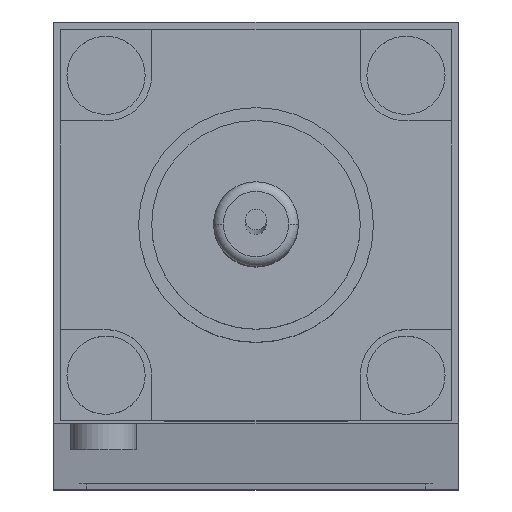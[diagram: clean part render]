
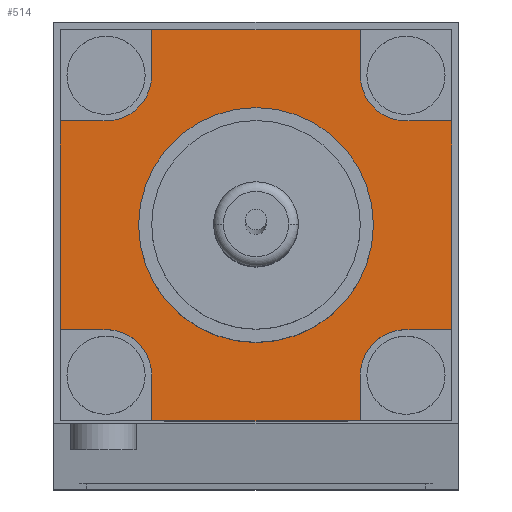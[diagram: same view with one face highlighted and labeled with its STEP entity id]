
A CAD part, top view. The second image highlights one B-rep face of the part: STEP entity #514.
In plain terms, the highlighted planar face has unit normal (0, 0, 1).
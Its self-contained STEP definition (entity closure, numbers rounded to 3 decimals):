
#514=ADVANCED_FACE('FACE131',(#1135,#1136),#1137,.T.);
#1135=FACE_BOUND('',#1851,.T.);
#1136=FACE_OUTER_BOUND('',#1852,.T.);
#1137=PLANE('',#1853);
#1851=EDGE_LOOP('',(#3340,#3341));
#1852=EDGE_LOOP('',(#3342,#3343,#3344,#3345,#3346,#3347,#3348,#3349,#3350,#3351,#3352,#3353,#3354,#3355,#3356,#3357));
#1853=AXIS2_PLACEMENT_3D('',#3358,#3359,#3360);
#3340=ORIENTED_EDGE('',*,*,#4615,.T.);
#3341=ORIENTED_EDGE('',*,*,#4616,.T.);
#3342=ORIENTED_EDGE('',*,*,#4613,.T.);
#3343=ORIENTED_EDGE('',*,*,#4611,.T.);
#3344=ORIENTED_EDGE('',*,*,#4607,.T.);
#3345=ORIENTED_EDGE('',*,*,#4604,.T.);
#3346=ORIENTED_EDGE('',*,*,#4602,.T.);
#3347=ORIENTED_EDGE('',*,*,#4599,.T.);
#3348=ORIENTED_EDGE('',*,*,#4595,.T.);
#3349=ORIENTED_EDGE('',*,*,#4591,.T.);
#3350=ORIENTED_EDGE('',*,*,#4589,.T.);
#3351=ORIENTED_EDGE('',*,*,#4586,.T.);
#3352=ORIENTED_EDGE('',*,*,#4582,.T.);
#3353=ORIENTED_EDGE('',*,*,#4578,.T.);
#3354=ORIENTED_EDGE('',*,*,#4576,.T.);
#3355=ORIENTED_EDGE('',*,*,#4573,.T.);
#3356=ORIENTED_EDGE('',*,*,#4569,.T.);
#3357=ORIENTED_EDGE('',*,*,#4564,.T.);
#3358=CARTESIAN_POINT('',(0.0,-3.556,89.916));
#3359=DIRECTION('',(0.0,0.0,1.0));
#3360=DIRECTION('',(1.0,0.0,0.0));
#4564=EDGE_CURVE('EDGE306',#5537,#5535,#5538,.T.);
#4569=EDGE_CURVE('EDGE310',#5543,#5537,#5544,.T.);
#4573=EDGE_CURVE('EDGE313',#5547,#5543,#5549,.T.);
#4576=EDGE_CURVE('EDGE315',#5551,#5547,#5553,.T.);
#4578=EDGE_CURVE('EDGE316',#5555,#5551,#5556,.T.);
#4582=EDGE_CURVE('EDGE319',#5560,#5555,#5561,.T.);
#4586=EDGE_CURVE('EDGE322',#5564,#5560,#5566,.T.);
#4589=EDGE_CURVE('EDGE324',#5568,#5564,#5570,.T.);
#4591=EDGE_CURVE('EDGE325',#5572,#5568,#5573,.T.);
#4595=EDGE_CURVE('EDGE328',#5577,#5572,#5578,.T.);
#4599=EDGE_CURVE('EDGE331',#5581,#5577,#5583,.T.);
#4602=EDGE_CURVE('EDGE333',#5585,#5581,#5587,.T.);
#4604=EDGE_CURVE('EDGE334',#5589,#5585,#5590,.T.);
#4607=EDGE_CURVE('EDGE336',#5593,#5589,#5594,.T.);
#4611=EDGE_CURVE('EDGE339',#5597,#5593,#5599,.T.);
#4613=EDGE_CURVE('EDGE340',#5535,#5597,#5601,.T.);
#4615=EDGE_CURVE('EDGE341',#5603,#5604,#5605,.T.);
#4616=EDGE_CURVE('EDGE342',#5604,#5603,#5606,.T.);
#5535=VERTEX_POINT('VERTEX207',#6849);
#5537=VERTEX_POINT('VERTEX208',#6852);
#5538=LINE('',#6853,#6854);
#5543=VERTEX_POINT('VERTEX209',#6862);
#5544=LINE('',#6863,#6864);
#5547=VERTEX_POINT('VERTEX210',#6868);
#5549=CIRCLE('',#6871,4.445);
#5551=VERTEX_POINT('VERTEX211',#6873);
#5553=LINE('',#6876,#6877);
#5555=VERTEX_POINT('VERTEX212',#6879);
#5556=LINE('',#6880,#6881);
#5560=VERTEX_POINT('VERTEX213',#6887);
#5561=LINE('',#6888,#6889);
#5564=VERTEX_POINT('VERTEX214',#6893);
#5566=CIRCLE('',#6896,4.445);
#5568=VERTEX_POINT('VERTEX215',#6898);
#5570=LINE('',#6901,#6902);
#5572=VERTEX_POINT('VERTEX216',#6904);
#5573=LINE('',#6905,#6906);
#5577=VERTEX_POINT('VERTEX217',#6912);
#5578=LINE('',#6913,#6914);
#5581=VERTEX_POINT('VERTEX218',#6918);
#5583=CIRCLE('',#6921,4.445);
#5585=VERTEX_POINT('VERTEX219',#6923);
#5587=LINE('',#6926,#6927);
#5589=VERTEX_POINT('VERTEX220',#6929);
#5590=LINE('',#6930,#6931);
#5593=VERTEX_POINT('VERTEX221',#6935);
#5594=LINE('',#6936,#6937);
#5597=VERTEX_POINT('VERTEX222',#6941);
#5599=CIRCLE('',#6944,4.445);
#5601=LINE('',#6946,#6947);
#5603=VERTEX_POINT('VERTEX223',#6949);
#5604=VERTEX_POINT('VERTEX224',#6950);
#5605=CIRCLE('',#6951,10.16);
#5606=CIRCLE('',#6952,10.16);
#6849=CARTESIAN_POINT('',(10.16,-22.606,89.916));
#6852=CARTESIAN_POINT('',(-10.16,-22.606,89.916));
#6853=CARTESIAN_POINT('',(0.0,-22.606,89.916));
#6854=VECTOR('',#7829,25.4);
#6862=CARTESIAN_POINT('',(-10.16,-18.161,89.916));
#6863=CARTESIAN_POINT('',(-10.16,-20.384,89.916));
#6864=VECTOR('',#7833,25.4);
#6868=CARTESIAN_POINT('',(-14.605,-13.716,89.916));
#6871=AXIS2_PLACEMENT_3D('',#7836,#7837,#7838);
#6873=CARTESIAN_POINT('',(-19.05,-13.716,89.916));
#6876=CARTESIAN_POINT('',(-16.828,-13.716,89.916));
#6877=VECTOR('',#7840,25.4);
#6879=CARTESIAN_POINT('',(-19.05,6.604,89.916));
#6880=CARTESIAN_POINT('',(-19.05,-3.556,89.916));
#6881=VECTOR('',#7841,25.4);
#6887=CARTESIAN_POINT('',(-14.605,6.604,89.916));
#6888=CARTESIAN_POINT('',(-16.828,6.604,89.916));
#6889=VECTOR('',#7844,25.4);
#6893=CARTESIAN_POINT('',(-10.16,11.049,89.916));
#6896=AXIS2_PLACEMENT_3D('',#7847,#7848,#7849);
#6898=CARTESIAN_POINT('',(-10.16,15.494,89.916));
#6901=CARTESIAN_POINT('',(-10.16,13.272,89.916));
#6902=VECTOR('',#7851,25.4);
#6904=CARTESIAN_POINT('',(10.16,15.494,89.916));
#6905=CARTESIAN_POINT('',(0.0,15.494,89.916));
#6906=VECTOR('',#7852,25.4);
#6912=CARTESIAN_POINT('',(10.16,11.049,89.916));
#6913=CARTESIAN_POINT('',(10.16,13.272,89.916));
#6914=VECTOR('',#7855,25.4);
#6918=CARTESIAN_POINT('',(14.605,6.604,89.916));
#6921=AXIS2_PLACEMENT_3D('',#7858,#7859,#7860);
#6923=CARTESIAN_POINT('',(19.05,6.604,89.916));
#6926=CARTESIAN_POINT('',(16.828,6.604,89.916));
#6927=VECTOR('',#7862,25.4);
#6929=CARTESIAN_POINT('',(19.05,-13.716,89.916));
#6930=CARTESIAN_POINT('',(19.05,-3.556,89.916));
#6931=VECTOR('',#7863,25.4);
#6935=CARTESIAN_POINT('',(14.605,-13.716,89.916));
#6936=CARTESIAN_POINT('',(16.828,-13.716,89.916));
#6937=VECTOR('',#7865,25.4);
#6941=CARTESIAN_POINT('',(10.16,-18.161,89.916));
#6944=AXIS2_PLACEMENT_3D('',#7868,#7869,#7870);
#6946=CARTESIAN_POINT('',(10.16,-20.384,89.916));
#6947=VECTOR('',#7871,25.4);
#6949=CARTESIAN_POINT('',(10.16,-3.556,89.916));
#6950=CARTESIAN_POINT('',(-10.16,-3.556,89.916));
#6951=AXIS2_PLACEMENT_3D('',#7872,#7873,#7874);
#6952=AXIS2_PLACEMENT_3D('',#7875,#7876,#7877);
#7829=DIRECTION('',(1.0,0.0,0.0));
#7833=DIRECTION('',(0.,-1.0,0.0));
#7836=CARTESIAN_POINT('',(-14.605,-18.161,89.916));
#7837=DIRECTION('',(0.0,0.0,-1.0));
#7838=DIRECTION('',(-1.0,0.,0.0));
#7840=DIRECTION('',(1.0,0.,0.0));
#7841=DIRECTION('',(0.0,-1.0,0.0));
#7844=DIRECTION('',(-1.0,0.,0.0));
#7847=CARTESIAN_POINT('',(-14.605,11.049,89.916));
#7848=DIRECTION('',(0.0,0.0,-1.0));
#7849=DIRECTION('',(0.,1.0,0.0));
#7851=DIRECTION('',(0.,-1.0,0.0));
#7852=DIRECTION('',(-1.0,0.0,0.0));
#7855=DIRECTION('',(0.0,1.0,0.0));
#7858=CARTESIAN_POINT('',(14.605,11.049,89.916));
#7859=DIRECTION('',(0.0,0.0,-1.0));
#7860=DIRECTION('',(1.0,0.0,0.0));
#7862=DIRECTION('',(-1.0,0.0,0.0));
#7863=DIRECTION('',(0.0,1.0,0.0));
#7865=DIRECTION('',(1.0,0.,0.0));
#7868=CARTESIAN_POINT('',(14.605,-18.161,89.916));
#7869=DIRECTION('',(-0.0,0.0,-1.0));
#7870=DIRECTION('',(0.,-1.0,0.0));
#7871=DIRECTION('',(0.,1.0,0.0));
#7872=CARTESIAN_POINT('',(0.0,-3.556,89.916));
#7873=DIRECTION('',(0.0,0.0,-1.0));
#7874=DIRECTION('',(1.0,0.0,0.0));
#7875=CARTESIAN_POINT('',(0.0,-3.556,89.916));
#7876=DIRECTION('',(0.0,0.0,-1.0));
#7877=DIRECTION('',(1.0,0.0,0.0));
